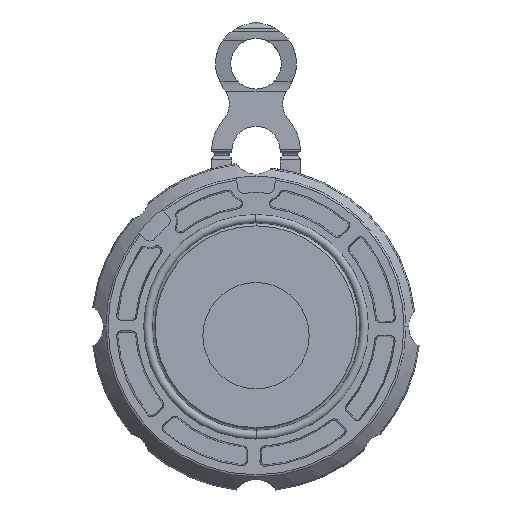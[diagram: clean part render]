
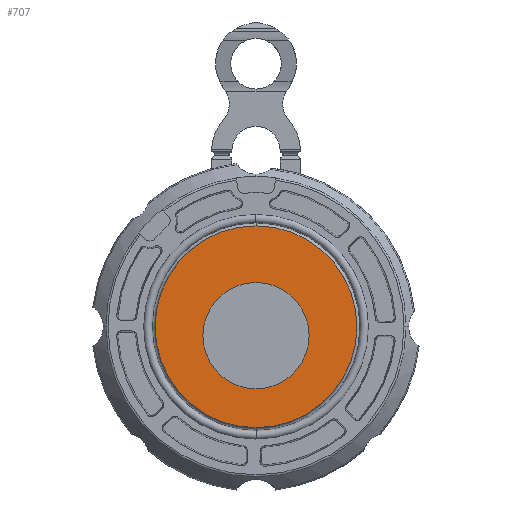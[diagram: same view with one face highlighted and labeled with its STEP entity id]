
A CAD part, left-side view. The second image highlights one B-rep face of the part: STEP entity #707.
In plain terms, the highlighted planar face has unit normal (-1, 0, 0).
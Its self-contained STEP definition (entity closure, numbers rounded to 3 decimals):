
#707=ADVANCED_FACE('',(#1808,#1809),#1810,.T.);
#1808=FACE_BOUND('',#3325,.T.);
#1809=FACE_OUTER_BOUND('',#3326,.T.);
#1810=PLANE('',#3327);
#3325=EDGE_LOOP('',(#5395,#5396));
#3326=EDGE_LOOP('',(#5397,#5398));
#3327=AXIS2_PLACEMENT_3D('',#5399,#5400,#5401);
#5395=ORIENTED_EDGE('',*,*,#9736,.T.);
#5396=ORIENTED_EDGE('',*,*,#9762,.T.);
#5397=ORIENTED_EDGE('',*,*,#9731,.T.);
#5398=ORIENTED_EDGE('',*,*,#9776,.T.);
#5399=CARTESIAN_POINT('',(-10.0,-29.27,0.0));
#5400=DIRECTION('',(-1.0,0.0,0.0));
#5401=DIRECTION('',(0.0,1.0,0.0));
#9731=EDGE_CURVE('',#11880,#11883,#11885,.T.);
#9736=EDGE_CURVE('',#11888,#11892,#11894,.T.);
#9762=EDGE_CURVE('',#11892,#11888,#11930,.T.);
#9776=EDGE_CURVE('',#11883,#11880,#11953,.T.);
#11880=VERTEX_POINT('',#16217);
#11883=VERTEX_POINT('',#16221);
#11885=CIRCLE('',#16224,39.9);
#11888=VERTEX_POINT('',#16227);
#11892=VERTEX_POINT('',#16232);
#11894=CIRCLE('',#16235,21.0);
#11930=CIRCLE('',#16277,21.0);
#11953=CIRCLE('',#16310,39.9);
#16217=CARTESIAN_POINT('',(-10.0,0.0,-39.9));
#16221=CARTESIAN_POINT('',(-10.0,0.,39.9));
#16224=AXIS2_PLACEMENT_3D('',#21029,#21030,#21031);
#16227=CARTESIAN_POINT('',(-10.0,0.0,-24.5));
#16232=CARTESIAN_POINT('',(-10.0,0.,17.5));
#16235=AXIS2_PLACEMENT_3D('',#21037,#21038,#21039);
#16277=AXIS2_PLACEMENT_3D('',#21079,#21080,#21081);
#16310=AXIS2_PLACEMENT_3D('',#21092,#21093,#21094);
#21029=CARTESIAN_POINT('',(-10.0,0.0,0.0));
#21030=DIRECTION('',(-1.0,0.0,0.0));
#21031=DIRECTION('',(0.0,0.0,-1.0));
#21037=CARTESIAN_POINT('',(-10.0,0.0,-3.5));
#21038=DIRECTION('',(1.0,-0.0,0.0));
#21039=DIRECTION('',(0.0,0.0,-1.0));
#21079=CARTESIAN_POINT('',(-10.0,0.0,-3.5));
#21080=DIRECTION('',(1.0,-0.0,0.0));
#21081=DIRECTION('',(0.0,0.0,-1.0));
#21092=CARTESIAN_POINT('',(-10.0,0.0,0.0));
#21093=DIRECTION('',(-1.0,0.0,0.0));
#21094=DIRECTION('',(0.0,0.0,-1.0));
